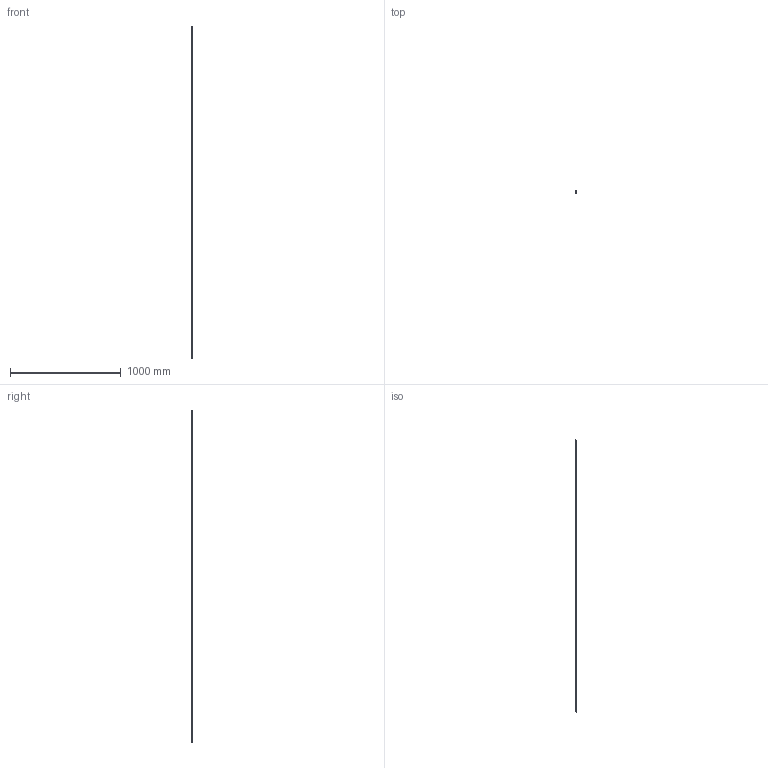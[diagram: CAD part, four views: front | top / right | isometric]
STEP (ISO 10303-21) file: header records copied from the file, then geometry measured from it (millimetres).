
FILE_DESCRIPTION (( 'STEP AP203' ), '1' );
FILE_NAME ('6974.step', '2015-09-17T15:56:55', ( '' ), ( '' ), 'SwSTEP 2.0', 'SolidWorks 2015', '' );
FILE_SCHEMA (( 'CONFIG_CONTROL_DESIGN' ));
Products named in the file (1): 6974
Bounding box: 16 x 15.99 x 3000 mm (x, y, z)
Volume: 536552 mm3; surface area: 145330.2 mm2
Topology: 1 solids, 1 shells, 6481 faces, 19404 edges, 12936 vertices
Faces by surface type: cylinder 3593, plane 2840, bspline 48
Entity records: 278732 total; most frequent: CARTESIAN_POINT 133162, ORIENTED_EDGE 38808, DIRECTION 20487, EDGE_CURVE 19404, VERTEX_POINT 12936, B_SPLINE_CURVE_WITH_KNOTS 11788, AXIS2_PLACEMENT_3D 9210, EDGE_LOOP 6492
